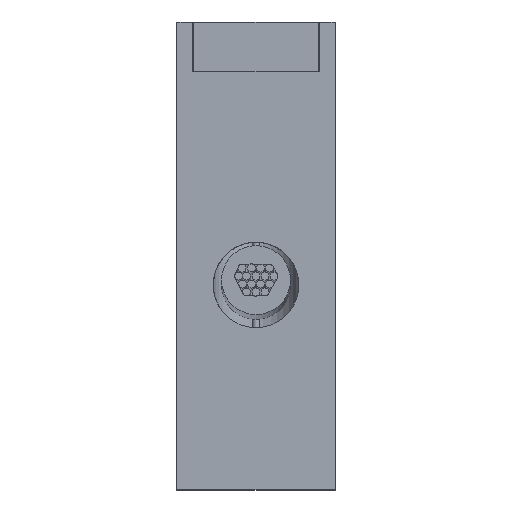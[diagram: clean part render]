
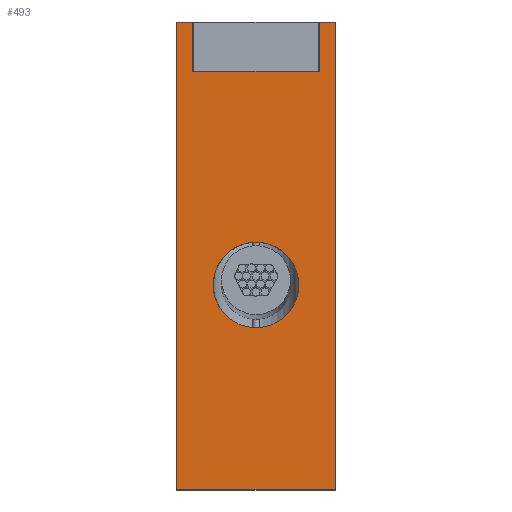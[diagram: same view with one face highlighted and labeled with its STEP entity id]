
A CAD part, top view. The second image highlights one B-rep face of the part: STEP entity #493.
In plain terms, the highlighted face is planar.
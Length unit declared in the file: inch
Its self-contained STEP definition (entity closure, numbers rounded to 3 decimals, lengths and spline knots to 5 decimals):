
#13=DIRECTION('',(0.,-1.,0.));
#14=VECTOR('',#13,0.59);
#15=CARTESIAN_POINT('',(0.,0.59,-0.1));
#16=LINE('',#15,#14);
#47=DIRECTION('',(0.,0.,1.));
#48=VECTOR('',#47,0.2);
#49=CARTESIAN_POINT('',(0.,0.,-0.1));
#50=LINE('',#49,#48);
#51=CARTESIAN_POINT('',(0.,0.258,0.));
#52=DIRECTION('',(-1.,0.,0.));
#53=DIRECTION('',(0.,0.,1.));
#54=AXIS2_PLACEMENT_3D('',#51,#52,#53);
#56=CARTESIAN_POINT('',(0.,0.258,0.));
#57=DIRECTION('',(-1.,0.,0.));
#58=DIRECTION('',(0.,0.,-1.));
#59=AXIS2_PLACEMENT_3D('',#56,#57,#58);
#61=DIRECTION('',(0.,-1.,0.));
#62=VECTOR('',#61,0.0625);
#63=CARTESIAN_POINT('',(0.,0.59,0.08));
#64=LINE('',#63,#62);
#65=DIRECTION('',(0.,0.,1.));
#66=VECTOR('',#65,0.02);
#67=CARTESIAN_POINT('',(0.,0.59,0.08));
#68=LINE('',#67,#66);
#69=DIRECTION('',(0.,0.,1.));
#70=VECTOR('',#69,0.02);
#71=CARTESIAN_POINT('',(0.,0.59,-0.1));
#72=LINE('',#71,#70);
#73=DIRECTION('',(0.,-1.,0.));
#74=VECTOR('',#73,0.0625);
#75=CARTESIAN_POINT('',(0.,0.59,-0.08));
#76=LINE('',#75,#74);
#77=DIRECTION('',(0.,0.,-1.));
#78=VECTOR('',#77,0.16);
#79=CARTESIAN_POINT('',(0.,0.5275,0.08));
#80=LINE('',#79,#78);
#239=DIRECTION('',(0.,-1.,0.));
#240=VECTOR('',#239,0.59);
#241=CARTESIAN_POINT('',(0.,0.59,0.1));
#242=LINE('',#241,#240);
#339=CARTESIAN_POINT('',(0.,0.,-0.1));
#341=VERTEX_POINT('',#339);
#345=CARTESIAN_POINT('',(0.,0.59,-0.1));
#346=VERTEX_POINT('',#345);
#347=CARTESIAN_POINT('',(0.,0.,0.1));
#349=VERTEX_POINT('',#347);
#353=CARTESIAN_POINT('',(0.,0.59,0.1));
#354=VERTEX_POINT('',#353);
#355=CARTESIAN_POINT('',(0.,0.258,0.054));
#356=CARTESIAN_POINT('',(0.,0.258,-0.054));
#357=VERTEX_POINT('',#355);
#358=VERTEX_POINT('',#356);
#391=CARTESIAN_POINT('',(0.,0.59,0.08));
#392=VERTEX_POINT('',#391);
#393=CARTESIAN_POINT('',(0.,0.59,-0.08));
#394=VERTEX_POINT('',#393);
#395=CARTESIAN_POINT('',(0.,0.5275,0.08));
#396=VERTEX_POINT('',#395);
#397=CARTESIAN_POINT('',(0.,0.5275,-0.08));
#398=VERTEX_POINT('',#397);
#466=CARTESIAN_POINT('',(0.,0.59,-0.1));
#467=DIRECTION('',(-1.,0.,0.));
#468=DIRECTION('',(0.,-1.,0.));
#469=AXIS2_PLACEMENT_3D('',#466,#467,#468);
#470=PLANE('',#469);
#472=ORIENTED_EDGE('',*,*,#471,.F.);
#474=ORIENTED_EDGE('',*,*,#473,.T.);
#476=ORIENTED_EDGE('',*,*,#475,.T.);
#477=ORIENTED_EDGE('',*,*,#457,.F.);
#478=ORIENTED_EDGE('',*,*,#428,.F.);
#480=ORIENTED_EDGE('',*,*,#479,.T.);
#482=ORIENTED_EDGE('',*,*,#481,.T.);
#484=ORIENTED_EDGE('',*,*,#483,.F.);
#485=EDGE_LOOP('',(#472,#474,#476,#477,#478,#480,#482,#484));
#486=FACE_OUTER_BOUND('',#485,.F.);
#488=ORIENTED_EDGE('',*,*,#487,.T.);
#490=ORIENTED_EDGE('',*,*,#489,.T.);
#491=EDGE_LOOP('',(#488,#490));
#492=FACE_BOUND('',#491,.F.);
#493=ADVANCED_FACE('',(#486,#492),#470,.T.);
#55=CIRCLE('',#54,0.054);
#60=CIRCLE('',#59,0.054);
#428=EDGE_CURVE('',#346,#341,#16,.T.);
#457=EDGE_CURVE('',#341,#349,#50,.T.);
#471=EDGE_CURVE('',#392,#396,#64,.T.);
#473=EDGE_CURVE('',#392,#354,#68,.T.);
#475=EDGE_CURVE('',#354,#349,#242,.T.);
#479=EDGE_CURVE('',#346,#394,#72,.T.);
#481=EDGE_CURVE('',#394,#398,#76,.T.);
#483=EDGE_CURVE('',#396,#398,#80,.T.);
#487=EDGE_CURVE('',#357,#358,#55,.T.);
#489=EDGE_CURVE('',#358,#357,#60,.T.);
